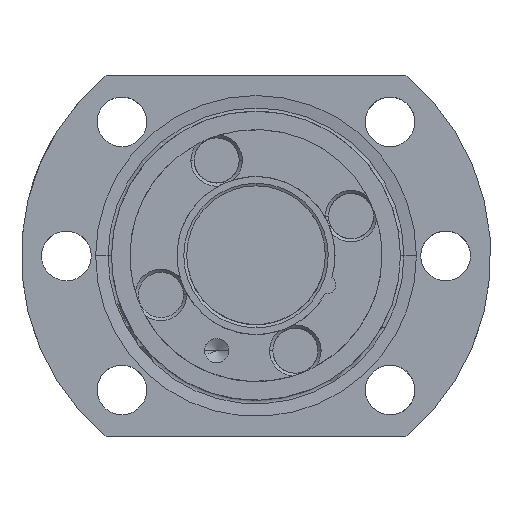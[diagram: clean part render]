
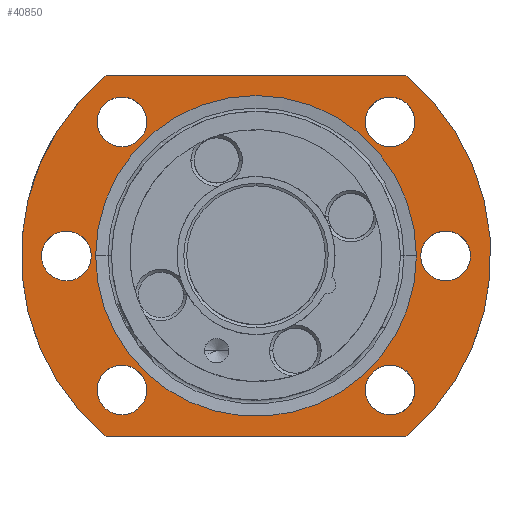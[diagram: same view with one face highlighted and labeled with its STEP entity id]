
A CAD part, top view. The second image highlights one B-rep face of the part: STEP entity #40850.
In plain terms, the highlighted planar face has unit normal (0, 0, 1).
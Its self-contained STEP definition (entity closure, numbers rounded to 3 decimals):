
#60=CARTESIAN_POINT('',(-14.849,-14.849,90.75));
#70=DIRECTION('',(0.,0.,-1.));
#80=DIRECTION('',(-1.,0.,0.));
#90=AXIS2_PLACEMENT_3D('',#60,#70,#80);
#100=CIRCLE('',#90,2.75);
#110=CARTESIAN_POINT('',(-15.902,-12.309,90.75));
#120=VERTEX_POINT('217347-1430975224-643150304734-0 3052923',#110);
#130=CARTESIAN_POINT('',(-12.099,-14.849,90.75));
#140=VERTEX_POINT('',#130);
#150=EDGE_CURVE('217347-1430975224-643150304734-0 3052954',#120,#140,
#100,.T.);
#420=CARTESIAN_POINT('',(-17.599,-14.849,90.75));
#430=VERTEX_POINT('',#420);
#460=EDGE_CURVE('217347-1430975224-643150304734-0 3052954',#430,#120,
#100,.T.);
#780=CARTESIAN_POINT('',(16.613,-20.,90.75));
#790=VERTEX_POINT('217347-1430975224-643150304734-0 3052981',#780);
#820=CARTESIAN_POINT('',(0.,0.,
90.75));
#830=DIRECTION('',(0.,0.,-1.));
#840=DIRECTION('',(-1.,0.,0.));
#850=AXIS2_PLACEMENT_3D('',#820,#830,#840);
#860=CIRCLE('',#850,26.);
#870=CARTESIAN_POINT('',(16.613,20.,90.75));
#880=VERTEX_POINT('217347-1430975224-643150304734-0 3052972',#870);
#890=EDGE_CURVE('217347-1430975224-643150304734-0 3052985',#880,#790,
#860,.T.);
#1550=CARTESIAN_POINT('',(-14.849,14.849,90.75));
#1560=DIRECTION('',(0.,0.,-1.));
#1570=DIRECTION('',(-1.,0.,0.));
#1580=AXIS2_PLACEMENT_3D('',#1550,#1560,#1570);
#1590=CIRCLE('',#1580,2.75);
#1600=CARTESIAN_POINT('',(-15.902,17.39,90.75));
#1610=VERTEX_POINT('217347-1430975224-643150304734-0 3053063',#1600);
#1620=CARTESIAN_POINT('',(-12.099,14.849,90.75));
#1630=VERTEX_POINT('',#1620);
#1640=EDGE_CURVE('217347-1430975224-643150304734-0 3053094',#1610,#1630,
#1590,.T.);
#1910=CARTESIAN_POINT('',(-17.599,14.849,90.75));
#1920=VERTEX_POINT('',#1910);
#1950=EDGE_CURVE('217347-1430975224-643150304734-0 3053094',#1920,#1610,
#1590,.T.);
#2120=CARTESIAN_POINT('',(14.849,-14.849,90.75));
#2130=DIRECTION('',(0.,0.,-1.));
#2140=DIRECTION('',(-1.,0.,0.));
#2150=AXIS2_PLACEMENT_3D('',#2120,#2130,#2140);
#2160=CIRCLE('',#2150,2.75);
#2170=CARTESIAN_POINT('',(15.902,-17.39,90.75));
#2180=VERTEX_POINT('217347-1430975224-643150304734-0 3053130',#2170);
#2190=CARTESIAN_POINT('',(12.099,-14.849,90.75));
#2200=VERTEX_POINT('',#2190);
#2210=EDGE_CURVE('217347-1430975224-643150304734-0 3053140',#2180,#2200,
#2160,.T.);
#2440=CARTESIAN_POINT('',(17.599,-14.849,90.75));
#2450=VERTEX_POINT('',#2440);
#2480=EDGE_CURVE('217347-1430975224-643150304734-0 3053140',#2450,#2180,
#2160,.T.);
#2650=CARTESIAN_POINT('',(-21.,0.,90.75));
#2660=DIRECTION('',(0.,0.,-1.));
#2670=DIRECTION('',(-1.,0.,0.));
#2680=AXIS2_PLACEMENT_3D('',#2650,#2660,#2670);
#2690=CIRCLE('',#2680,2.75);
#2700=CARTESIAN_POINT('',(-19.948,-2.541,90.75));
#2710=VERTEX_POINT('217347-1430975224-643150304734-0 3053176',#2700);
#2720=CARTESIAN_POINT('',(-23.75,0.,90.75));
#2730=VERTEX_POINT('',#2720);
#2740=EDGE_CURVE('217347-1430975224-643150304734-0 3053186',#2710,#2730,
#2690,.T.);
#3010=CARTESIAN_POINT('',(-18.25,0.,90.75));
#3020=VERTEX_POINT('',#3010);
#3050=EDGE_CURVE('217347-1430975224-643150304734-0 3053186',#3020,#2710,
#2690,.T.);
#3370=CARTESIAN_POINT('',(-16.613,20.,90.75));
#3380=VERTEX_POINT('217347-1430975224-643150304734-0 3053213',#3370);
#3410=CARTESIAN_POINT('',(0.,0.,
90.75));
#3420=DIRECTION('',(0.,0.,-1.));
#3430=DIRECTION('',(-1.,0.,0.));
#3440=AXIS2_PLACEMENT_3D('',#3410,#3420,#3430);
#3450=CIRCLE('',#3440,26.);
#3460=CARTESIAN_POINT('',(-16.613,-20.,90.75));
#3470=VERTEX_POINT('217347-1430975224-643150304734-0 3053204',#3460);
#3480=EDGE_CURVE('217347-1430975224-643150304734-0 3053217',#3470,#3380,
#3450,.T.);
#8690=CARTESIAN_POINT('',(0.,-20.,90.75));
#8700=DIRECTION('',(1.,-0.,0.));
#8710=VECTOR('',#8700,1.);
#8720=LINE('',#8690,#8710);
#8730=EDGE_CURVE('217347-1430975224-643150304734-0 3053270',#3470,#790,
#8720,.T.);
#9800=CARTESIAN_POINT('',(14.849,14.849,90.75));
#9810=DIRECTION('',(0.,0.,-1.));
#9820=DIRECTION('',(-1.,0.,0.));
#9830=AXIS2_PLACEMENT_3D('',#9800,#9810,#9820);
#9840=CIRCLE('',#9830,2.75);
#9850=CARTESIAN_POINT('',(13.797,17.39,90.75));
#9860=VERTEX_POINT('217347-1430975224-643150304734-0 3053379',#9850);
#9870=CARTESIAN_POINT('',(17.599,14.849,90.75));
#9880=VERTEX_POINT('',#9870);
#9890=EDGE_CURVE('217347-1430975224-643150304734-0 3053410',#9860,#9880,
#9840,.T.);
#10120=CARTESIAN_POINT('',(12.099,14.849,90.75));
#10130=VERTEX_POINT('',#10120);
#10160=EDGE_CURVE('217347-1430975224-643150304734-0 3053410',#10130,
#9860,#9840,.T.);
#11000=CARTESIAN_POINT('',(0.,20.,90.75));
#11010=DIRECTION('',(1.,0.,0.));
#11020=VECTOR('',#11010,1.);
#11030=LINE('',#11000,#11020);
#11040=EDGE_CURVE('217347-1430975224-643150304734-0 3053480',#3380,#880,
#11030,.T.);
#11210=CARTESIAN_POINT('',(21.,0.,90.75));
#11220=DIRECTION('',(0.,0.,-1.));
#11230=DIRECTION('',(-1.,0.,0.));
#11240=AXIS2_PLACEMENT_3D('',#11210,#11220,#11230);
#11250=CIRCLE('',#11240,2.75);
#11260=CARTESIAN_POINT('',(19.948,2.541,90.75));
#11270=VERTEX_POINT('217347-1430975224-643150304734-0 3053505',#11260);
#11280=CARTESIAN_POINT('',(23.75,0.,90.75));
#11290=VERTEX_POINT('',#11280);
#11300=EDGE_CURVE('217347-1430975224-643150304734-0 3053536',#11270,
#11290,#11250,.T.);
#11530=CARTESIAN_POINT('',(18.25,0.,90.75));
#11540=VERTEX_POINT('',#11530);
#11570=EDGE_CURVE('217347-1430975224-643150304734-0 3053536',#11540,
#11270,#11250,.T.);
#40190=CARTESIAN_POINT('',(48.829,-27.853,90.75));
#40200=DIRECTION('',(0.,0.,-1.));
#40210=DIRECTION('',(-1.,0.,-0.));
#40220=AXIS2_PLACEMENT_3D('',#40190,#40200,#40210);
#40230=PLANE('',#40220);
#40240=ORIENTED_EDGE('',*,*,#3480,.F.);
#40250=ORIENTED_EDGE('',*,*,#11040,.F.);
#40260=ORIENTED_EDGE('',*,*,#890,.F.);
#40270=ORIENTED_EDGE('',*,*,#8730,.T.);
#40280=EDGE_LOOP('',(#40270,#40260,#40250,#40240));
#40290=FACE_OUTER_BOUND('',#40280,.T.);
#40300=EDGE_CURVE('217347-1430975224-643150304734-0 3053186',#2730,#3020
,#2690,.T.);
#40310=ORIENTED_EDGE('',*,*,#40300,.T.);
#40320=ORIENTED_EDGE('',*,*,#2740,.T.);
#40330=ORIENTED_EDGE('',*,*,#3050,.T.);
#40340=EDGE_LOOP('',(#40330,#40320,#40310));
#40350=FACE_BOUND('',#40340,.T.);
#40360=EDGE_CURVE('217347-1430975224-643150304734-0 3053140',#2200,#2450
,#2160,.T.);
#40370=ORIENTED_EDGE('',*,*,#40360,.T.);
#40380=ORIENTED_EDGE('',*,*,#2210,.T.);
#40390=ORIENTED_EDGE('',*,*,#2480,.T.);
#40400=EDGE_LOOP('',(#40390,#40380,#40370));
#40410=FACE_BOUND('',#40400,.T.);
#40420=EDGE_CURVE('217347-1430975224-643150304734-0 3053536',#11290,
#11540,#11250,.T.);
#40430=ORIENTED_EDGE('',*,*,#40420,.T.);
#40440=ORIENTED_EDGE('',*,*,#11300,.T.);
#40450=ORIENTED_EDGE('',*,*,#11570,.T.);
#40460=EDGE_LOOP('',(#40450,#40440,#40430));
#40470=FACE_BOUND('',#40460,.T.);
#40480=EDGE_CURVE('217347-1430975224-643150304734-0 3053410',#9880,
#10130,#9840,.T.);
#40490=ORIENTED_EDGE('',*,*,#40480,.T.);
#40500=ORIENTED_EDGE('',*,*,#9890,.T.);
#40510=ORIENTED_EDGE('',*,*,#10160,.T.);
#40520=EDGE_LOOP('',(#40510,#40500,#40490));
#40530=FACE_BOUND('',#40520,.T.);
#40540=CARTESIAN_POINT('',(0.,0.,
90.75));
#40550=DIRECTION('',(0.,0.,1.));
#40560=DIRECTION('',(1.,0.,0.));
#40570=AXIS2_PLACEMENT_3D('',#40540,#40550,#40560);
#40580=CIRCLE('',#40570,17.765);
#40590=CARTESIAN_POINT('',(6.798,-16.413,90.75));
#40600=VERTEX_POINT('217347-1430975224-643150304734-0 3055175',#40590);
#40610=CARTESIAN_POINT('',(17.765,0.,90.75))
;
#40620=VERTEX_POINT('',#40610);
#40630=EDGE_CURVE('217347-1430975224-643150304734-0 3055179',#40600,
#40620,#40580,.T.);
#40640=ORIENTED_EDGE('',*,*,#40630,.F.);
#40650=CARTESIAN_POINT('',(-17.765,0.,90.75)
);
#40660=VERTEX_POINT('',#40650);
#40670=EDGE_CURVE('217347-1430975224-643150304734-0 3055179',#40620,
#40660,#40580,.T.);
#40680=ORIENTED_EDGE('',*,*,#40670,.F.);
#40690=EDGE_CURVE('217347-1430975224-643150304734-0 3055179',#40660,
#40600,#40580,.T.);
#40700=ORIENTED_EDGE('',*,*,#40690,.F.);
#40710=EDGE_LOOP('',(#40700,#40680,#40640));
#40720=FACE_BOUND('',#40710,.T.);
#40730=EDGE_CURVE('217347-1430975224-643150304734-0 3053094',#1630,#1920
,#1590,.T.);
#40740=ORIENTED_EDGE('',*,*,#40730,.T.);
#40750=ORIENTED_EDGE('',*,*,#1640,.T.);
#40760=ORIENTED_EDGE('',*,*,#1950,.T.);
#40770=EDGE_LOOP('',(#40760,#40750,#40740));
#40780=FACE_BOUND('',#40770,.T.);
#40790=EDGE_CURVE('217347-1430975224-643150304734-0 3052954',#140,#430,
#100,.T.);
#40800=ORIENTED_EDGE('',*,*,#40790,.T.);
#40810=ORIENTED_EDGE('',*,*,#150,.T.);
#40820=ORIENTED_EDGE('',*,*,#460,.T.);
#40830=EDGE_LOOP('',(#40820,#40810,#40800));
#40840=FACE_BOUND('',#40830,.T.);
#40850=ADVANCED_FACE('217347-1430975224-643150304734-0 3055135',(#40290,
#40350,#40410,#40470,#40530,#40720,#40780,#40840),#40230,.F.);
